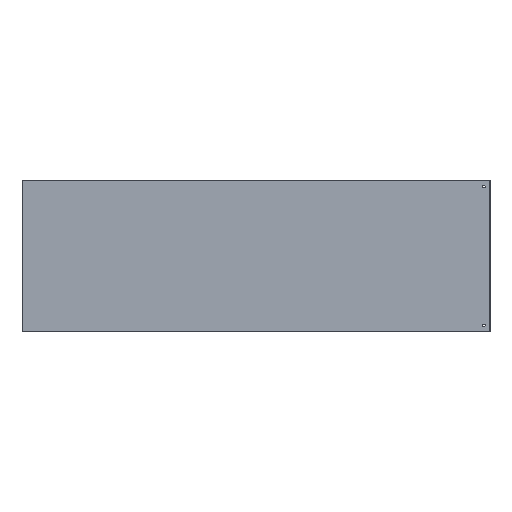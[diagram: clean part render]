
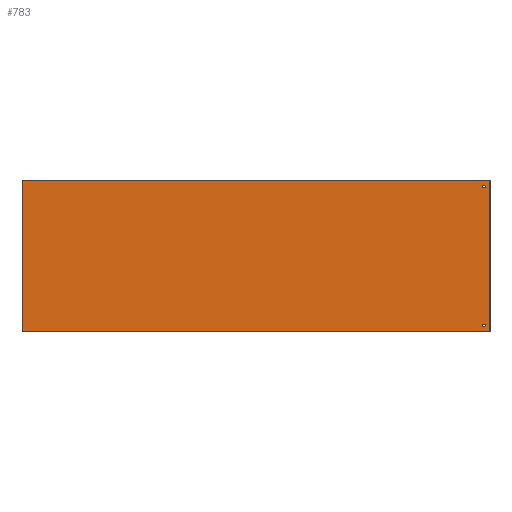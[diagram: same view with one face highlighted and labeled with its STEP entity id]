
A CAD part, top view. The second image highlights one B-rep face of the part: STEP entity #783.
In plain terms, the highlighted planar face has unit normal (0, 0, 1).
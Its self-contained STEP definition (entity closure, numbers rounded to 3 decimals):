
#11 = EDGE_CURVE ( 'NONE', #2038, #2041, #1281, .T. ) ;
#15 = EDGE_CURVE ( 'NONE', #2037, #2039, #1288, .T. ) ;
#106 = ORIENTED_EDGE ( 'NONE', *, *, #932, .F. ) ;
#124 = ORIENTED_EDGE ( 'NONE', *, *, #920, .F. ) ;
#132 = EDGE_LOOP ( 'NONE', ( #239, #221 ) ) ;
#185 = ORIENTED_EDGE ( 'NONE', *, *, #919, .F. ) ;
#203 = ORIENTED_EDGE ( 'NONE', *, *, #933, .F. ) ;
#221 = ORIENTED_EDGE ( 'NONE', *, *, #15, .T. ) ;
#239 = ORIENTED_EDGE ( 'NONE', *, *, #935, .T. ) ;
#257 = ORIENTED_EDGE ( 'NONE', *, *, #11, .T. ) ;
#283 = ORIENTED_EDGE ( 'NONE', *, *, #934, .T. ) ;
#417 = EDGE_LOOP ( 'NONE', ( #203, #185, #124, #106 ) ) ;
#540 = EDGE_LOOP ( 'NONE', ( #283, #257 ) ) ;
#649 = CARTESIAN_POINT ( 'NONE',  ( 733., 222., 1.5 ) ) ;
#650 = CARTESIAN_POINT ( 'NONE',  ( 733., -222., 1.5 ) ) ;
#651 = CARTESIAN_POINT ( 'NONE',  ( 725., 222., 1.5 ) ) ;
#653 = CARTESIAN_POINT ( 'NONE',  ( 725., -222., 1.5 ) ) ;
#706 = CARTESIAN_POINT ( 'NONE',  ( -746.9, -239.99, 1.5 ) ) ;
#708 = CARTESIAN_POINT ( 'NONE',  ( 746.9, 239.99, 1.5 ) ) ;
#718 = CARTESIAN_POINT ( 'NONE',  ( -746.9, 239.99, 1.5 ) ) ;
#750 = CARTESIAN_POINT ( 'NONE',  ( 746.9, -239.99, 1.5 ) ) ;
#783 = ADVANCED_FACE ( 'NONE', ( #1347, #1354, #1356 ), #2272, .T. ) ;
#919 = EDGE_CURVE ( 'NONE', #2096, #2138, #1577, .T. ) ;
#920 = EDGE_CURVE ( 'NONE', #2106, #2096, #1573, .T. ) ;
#932 = EDGE_CURVE ( 'NONE', #2094, #2106, #1597, .T. ) ;
#933 = EDGE_CURVE ( 'NONE', #2138, #2094, #1595, .T. ) ;
#934 = EDGE_CURVE ( 'NONE', #2041, #2038, #1602, .T. ) ;
#935 = EDGE_CURVE ( 'NONE', #2039, #2037, #1604, .T. ) ;
#1080 = AXIS2_PLACEMENT_3D ( 'NONE', #2156, #2160, #2161 ) ;
#1081 = AXIS2_PLACEMENT_3D ( 'NONE', #2150, #2151, #2152 ) ;
#1102 = AXIS2_PLACEMENT_3D ( 'NONE', #2267, #2273, #2274 ) ;
#1281 = CIRCLE ( 'NONE', #1081, 4. ) ;
#1288 = CIRCLE ( 'NONE', #1080, 4. ) ;
#1347 = FACE_BOUND ( 'NONE', #540, .T. ) ;
#1354 = FACE_BOUND ( 'NONE', #132, .T. ) ;
#1356 = FACE_OUTER_BOUND ( 'NONE', #417, .T. ) ;
#1573 = LINE ( 'NONE', #2681, #1579 ) ;
#1577 = LINE ( 'NONE', #2696, #1578 ) ;
#1578 = VECTOR ( 'NONE', #2697, 1000. ) ;
#1579 = VECTOR ( 'NONE', #2699, 1000. ) ;
#1595 = LINE ( 'NONE', #2718, #1599 ) ;
#1597 = LINE ( 'NONE', #2726, #1598 ) ;
#1598 = VECTOR ( 'NONE', #2727, 1000. ) ;
#1599 = VECTOR ( 'NONE', #2729, 1000. ) ;
#1602 = CIRCLE ( 'NONE', #1819, 4. ) ;
#1604 = CIRCLE ( 'NONE', #1815, 4. ) ;
#1815 = AXIS2_PLACEMENT_3D ( 'NONE', #2725, #2733, #2734 ) ;
#1819 = AXIS2_PLACEMENT_3D ( 'NONE', #2728, #2731, #2732 ) ;
#2037 = VERTEX_POINT ( 'NONE', #649 ) ;
#2038 = VERTEX_POINT ( 'NONE', #650 ) ;
#2039 = VERTEX_POINT ( 'NONE', #651 ) ;
#2041 = VERTEX_POINT ( 'NONE', #653 ) ;
#2094 = VERTEX_POINT ( 'NONE', #706 ) ;
#2096 = VERTEX_POINT ( 'NONE', #708 ) ;
#2106 = VERTEX_POINT ( 'NONE', #718 ) ;
#2138 = VERTEX_POINT ( 'NONE', #750 ) ;
#2150 = CARTESIAN_POINT ( 'NONE',  ( 729., -222., 1.5 ) ) ;
#2151 = DIRECTION ( 'NONE',  ( 0., 0., -1. ) ) ;
#2152 = DIRECTION ( 'NONE',  ( 1., 0., 0. ) ) ;
#2156 = CARTESIAN_POINT ( 'NONE',  ( 729., 222., 1.5 ) ) ;
#2160 = DIRECTION ( 'NONE',  ( 0., 0., -1. ) ) ;
#2161 = DIRECTION ( 'NONE',  ( 1., 0., 0. ) ) ;
#2267 = CARTESIAN_POINT ( 'NONE',  ( -747., -240., 1.5 ) ) ;
#2272 = PLANE ( 'NONE',  #1102 ) ;
#2273 = DIRECTION ( 'NONE',  ( 0., 0., 1. ) ) ;
#2274 = DIRECTION ( 'NONE',  ( 1., 0., 0. ) ) ;
#2681 = CARTESIAN_POINT ( 'NONE',  ( -747., 239.99, 1.5 ) ) ;
#2696 = CARTESIAN_POINT ( 'NONE',  ( 746.9, 239.99, 1.5 ) ) ;
#2697 = DIRECTION ( 'NONE',  ( 0., -1., 0. ) ) ;
#2699 = DIRECTION ( 'NONE',  ( 1., 0., 0. ) ) ;
#2718 = CARTESIAN_POINT ( 'NONE',  ( 747., -239.99, 1.5 ) ) ;
#2725 = CARTESIAN_POINT ( 'NONE',  ( 729., 222., 1.5 ) ) ;
#2726 = CARTESIAN_POINT ( 'NONE',  ( -746.9, -239.99, 1.5 ) ) ;
#2727 = DIRECTION ( 'NONE',  ( 0., 1., 0. ) ) ;
#2728 = CARTESIAN_POINT ( 'NONE',  ( 729., -222., 1.5 ) ) ;
#2729 = DIRECTION ( 'NONE',  ( -1., 0., 0. ) ) ;
#2731 = DIRECTION ( 'NONE',  ( 0., 0., -1. ) ) ;
#2732 = DIRECTION ( 'NONE',  ( 1., 0., 0. ) ) ;
#2733 = DIRECTION ( 'NONE',  ( 0., 0., -1. ) ) ;
#2734 = DIRECTION ( 'NONE',  ( 1., 0., 0. ) ) ;
